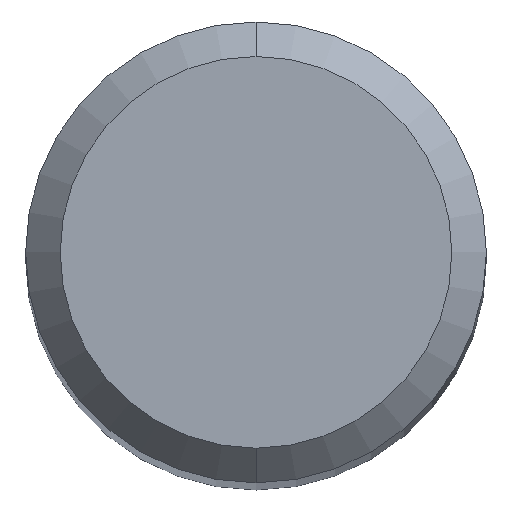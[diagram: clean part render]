
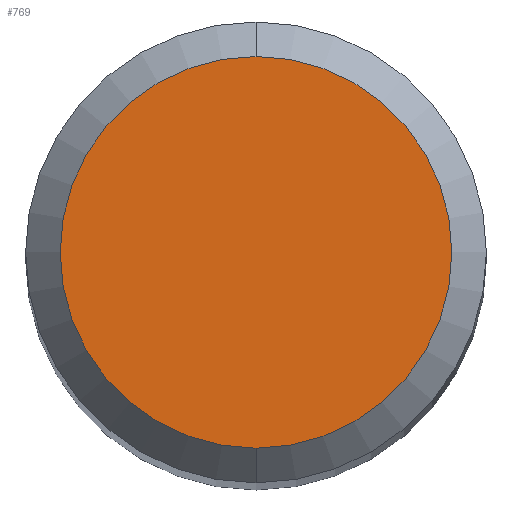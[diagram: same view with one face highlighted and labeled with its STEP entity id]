
A CAD part, top view. The second image highlights one B-rep face of the part: STEP entity #769.
In plain terms, the highlighted planar face has unit normal (0, 0, 1).
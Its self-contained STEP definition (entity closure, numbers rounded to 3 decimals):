
#711=EDGE_CURVE('',#917,#1013,#1442,.T.);
#769=ADVANCED_FACE('',(#1506),#1507,.T.);
#803=EDGE_CURVE('',#1013,#917,#1542,.T.);
#917=VERTEX_POINT('',#1670);
#1013=VERTEX_POINT('',#1776);
#1442=CIRCLE('',#3985,1.7);
#1506=FACE_OUTER_BOUND('',#4552,.T.);
#1507=PLANE('',#4553);
#1542=CIRCLE('',#4657,1.7);
#1670=CARTESIAN_POINT('',(0.0,1.7,0.0));
#1776=CARTESIAN_POINT('',(0.,-1.7,0.0));
#3985=AXIS2_PLACEMENT_3D('',#6229,#6230,#6231);
#4552=EDGE_LOOP('',(#6302,#6303));
#4553=AXIS2_PLACEMENT_3D('',#6304,#6305,#6306);
#4657=AXIS2_PLACEMENT_3D('',#6336,#6337,#6338);
#6229=CARTESIAN_POINT('',(0.0,0.0,0.0));
#6230=DIRECTION('',(0.0,0.0,-1.0));
#6231=DIRECTION('',(0.0,1.0,0.0));
#6302=ORIENTED_EDGE('',*,*,#711,.F.);
#6303=ORIENTED_EDGE('',*,*,#803,.F.);
#6304=CARTESIAN_POINT('',(0.0,0.85,0.0));
#6305=DIRECTION('',(-0.0,0.0,1.0));
#6306=DIRECTION('',(0.0,-1.0,0.0));
#6336=CARTESIAN_POINT('',(0.0,0.0,0.0));
#6337=DIRECTION('',(0.0,0.0,-1.0));
#6338=DIRECTION('',(0.0,1.0,0.0));
